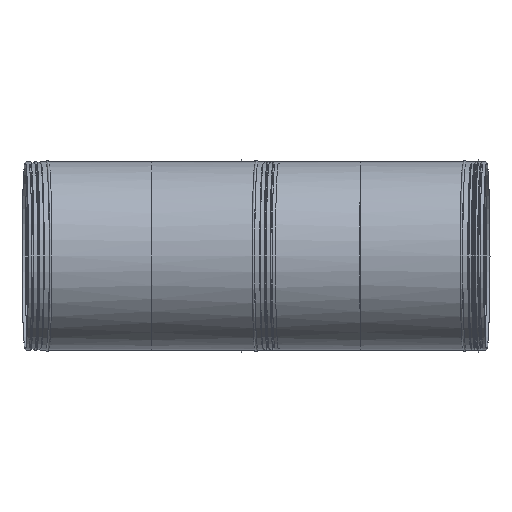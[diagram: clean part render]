
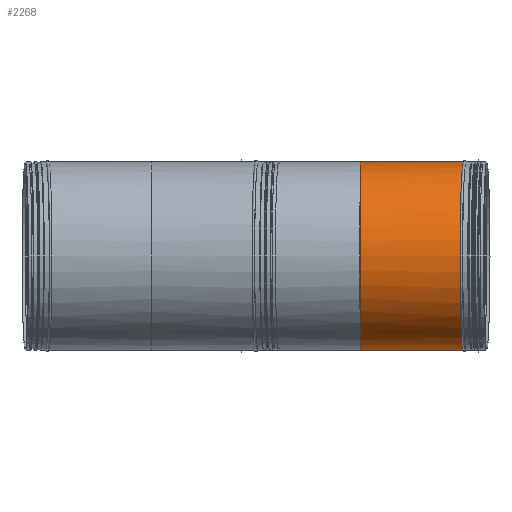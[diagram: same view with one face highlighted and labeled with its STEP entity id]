
A CAD part, front view. The second image highlights one B-rep face of the part: STEP entity #2268.
In plain terms, the highlighted cylindrical face has radius 316 mm (diameter 632 mm), a full revolution.
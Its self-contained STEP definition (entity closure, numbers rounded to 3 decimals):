
#129=CYLINDRICAL_SURFACE('',#2507,316.);
#203=FACE_BOUND('',#708,.T.);
#477=FACE_OUTER_BOUND('',#707,.T.);
#707=EDGE_LOOP('',(#1772));
#708=EDGE_LOOP('',(#1773,#1774));
#1019=ELLIPSE('',#2509,316.193,316.);
#1020=ELLIPSE('',#2510,439.292,316.);
#1096=CIRCLE('',#2508,316.);
#1288=VERTEX_POINT('',#4323);
#1289=VERTEX_POINT('',#4325);
#1290=VERTEX_POINT('',#4326);
#1502=EDGE_CURVE('',#1288,#1288,#1096,.T.);
#1503=EDGE_CURVE('',#1289,#1290,#1019,.T.);
#1504=EDGE_CURVE('',#1290,#1289,#1020,.T.);
#1772=ORIENTED_EDGE('',*,*,#1502,.F.);
#1773=ORIENTED_EDGE('',*,*,#1503,.T.);
#1774=ORIENTED_EDGE('',*,*,#1504,.T.);
#2268=ADVANCED_FACE('',(#477,#203),#129,.T.);
#2507=AXIS2_PLACEMENT_3D('',#4322,#2982,#2983);
#2508=AXIS2_PLACEMENT_3D('',#4324,#2984,#2985);
#2509=AXIS2_PLACEMENT_3D('',#4327,#2986,#2987);
#2510=AXIS2_PLACEMENT_3D('',#4328,#2988,#2989);
#2982=DIRECTION('center_axis',(-0.999,-0.035,0.));
#2983=DIRECTION('ref_axis',(0.035,-0.999,0.));
#2984=DIRECTION('center_axis',(-0.999,-0.035,0.));
#2985=DIRECTION('ref_axis',(0.035,-0.999,0.));
#2986=DIRECTION('center_axis',(-1.,0.,0.));
#2987=DIRECTION('ref_axis',(0.,-1.,0.));
#2988=DIRECTION('center_axis',(-0.695,-0.719,0.));
#2989=DIRECTION('ref_axis',(-0.719,0.695,0.));
#4322=CARTESIAN_POINT('Origin',(-134.071,-4.682,0.));
#4323=CARTESIAN_POINT('',(-335.413,-327.906,0.));
#4324=CARTESIAN_POINT('Origin',(-346.441,-12.098,0.));
#4325=CARTESIAN_POINT('',(0.,0.,-316.));
#4326=CARTESIAN_POINT('',(0.,0.,316.));
#4327=CARTESIAN_POINT('Origin',(0.,0.,0.));
#4328=CARTESIAN_POINT('Origin',(0.,0.,0.));
